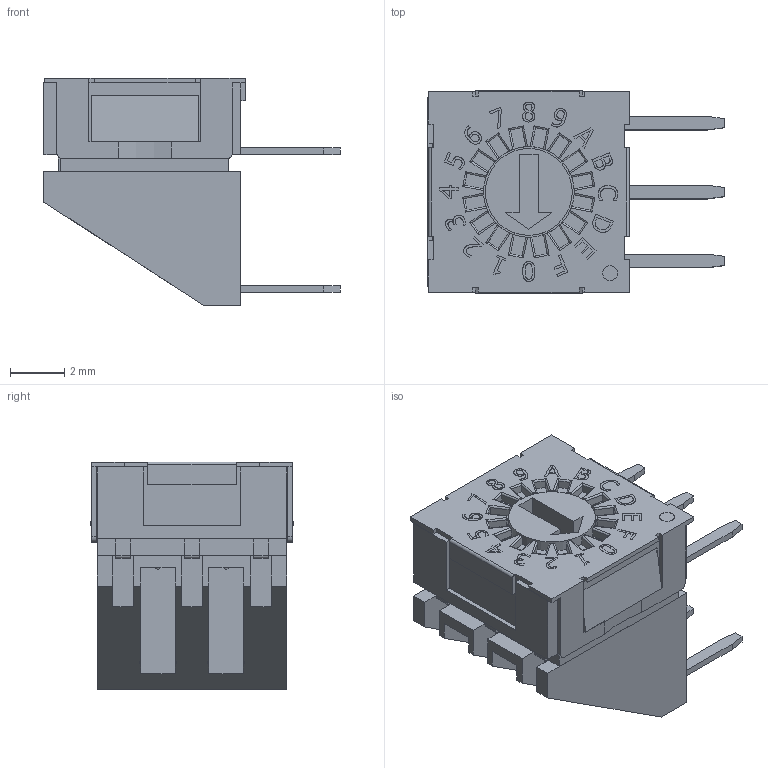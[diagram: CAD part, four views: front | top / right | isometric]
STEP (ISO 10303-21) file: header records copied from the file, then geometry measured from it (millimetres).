
FILE_DESCRIPTION(/* description */ (''),/* implementation_level */ '2;1');
FILE_NAME(/* name */ 'RDMAx16R1T.stp',/* time_stamp */ '2025-06-03T10:23:47-05:00',/* author */ ('mroman'),/* organization */ (''),/* preprocessor_version */ 'ST-DEVELOPER v18.1',/* originating_system */ 'Autodesk Inventor 2022',/* authorisation */ '');
FILE_SCHEMA (('AUTOMOTIVE_DESIGN { 1 0 10303 214 3 1 1 }'));
Length unit declared in the file: centimetre
Products named in the file (1): RDMAx16R1T
Bounding box: 10.92 x 7.49 x 8.4 mm (x, y, z)
Volume: 282.5 mm3; surface area: 602.9 mm2
Topology: 1 solids, 5 shells, 758 faces, 2095 edges, 1374 vertices
Faces by surface type: plane 490, bspline 151, cylinder 115, sphere 2
Full cylindrical faces by diameter (mm): 0.5 x4, 0.55 x1, 3.2 x1, 3.34 x1, 6.2 x1, 6.3 x1
Entity records: 25160 total; most frequent: CARTESIAN_POINT 6765, ORIENTED_EDGE 4186, DIRECTION 3149, EDGE_CURVE 2093, LINE 1521, VECTOR 1521, VERTEX_POINT 1374, AXIS2_PLACEMENT_3D 814
